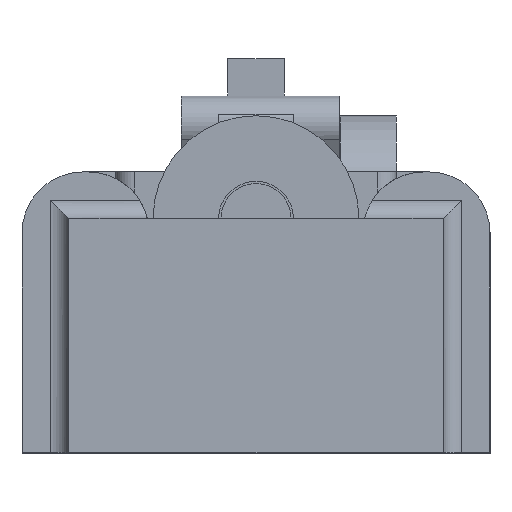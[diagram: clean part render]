
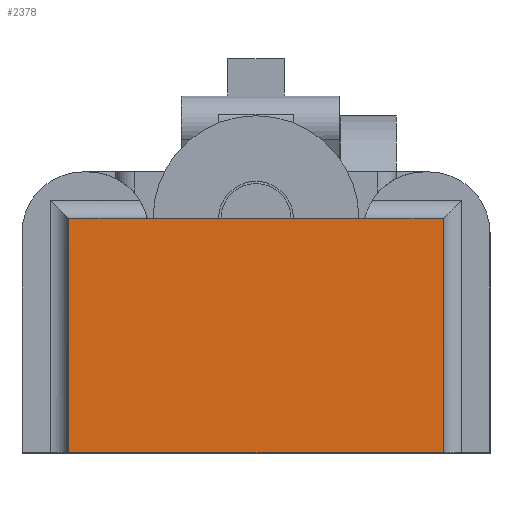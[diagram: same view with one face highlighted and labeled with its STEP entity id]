
A CAD part, left-side view. The second image highlights one B-rep face of the part: STEP entity #2378.
In plain terms, the highlighted planar face has unit normal (-1, 0, 0).
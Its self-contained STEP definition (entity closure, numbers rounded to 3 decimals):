
#237=FACE_OUTER_BOUND('',#380,.T.);
#380=EDGE_LOOP('',(#1693,#1694,#1695,#1696,#1697,#1698));
#555=LINE('',#3639,#804);
#556=LINE('',#3643,#805);
#562=LINE('',#3682,#811);
#563=LINE('',#3686,#812);
#569=LINE('',#3703,#818);
#572=LINE('',#3708,#821);
#804=VECTOR('',#2896,10.);
#805=VECTOR('',#2901,10.);
#811=VECTOR('',#2915,10.);
#812=VECTOR('',#2920,10.);
#818=VECTOR('',#2936,10.);
#821=VECTOR('',#2941,10.);
#1050=VERTEX_POINT('',#3636);
#1051=VERTEX_POINT('',#3638);
#1052=VERTEX_POINT('',#3642);
#1060=VERTEX_POINT('',#3670);
#1061=VERTEX_POINT('',#3681);
#1062=VERTEX_POINT('',#3685);
#1287=EDGE_CURVE('',#1051,#1050,#555,.T.);
#1289=EDGE_CURVE('',#1052,#1051,#556,.T.);
#1299=EDGE_CURVE('',#1061,#1060,#562,.T.);
#1301=EDGE_CURVE('',#1062,#1061,#563,.T.);
#1310=EDGE_CURVE('',#1060,#1052,#569,.T.);
#1313=EDGE_CURVE('',#1050,#1062,#572,.T.);
#1693=ORIENTED_EDGE('',*,*,#1313,.T.);
#1694=ORIENTED_EDGE('',*,*,#1301,.T.);
#1695=ORIENTED_EDGE('',*,*,#1299,.T.);
#1696=ORIENTED_EDGE('',*,*,#1310,.T.);
#1697=ORIENTED_EDGE('',*,*,#1289,.T.);
#1698=ORIENTED_EDGE('',*,*,#1287,.T.);
#2282=PLANE('',#2591);
#2378=ADVANCED_FACE('',(#237),#2282,.T.);
#2591=AXIS2_PLACEMENT_3D('',#3707,#2939,#2940);
#2896=DIRECTION('',(0.,0.,-1.));
#2901=DIRECTION('',(0.,1.,0.));
#2915=DIRECTION('',(0.,1.,0.));
#2920=DIRECTION('',(0.,0.,1.));
#2936=DIRECTION('',(0.,1.,0.));
#2939=DIRECTION('center_axis',(-1.,0.,0.));
#2940=DIRECTION('ref_axis',(0.,0.,1.));
#2941=DIRECTION('',(0.,-1.,0.));
#3636=CARTESIAN_POINT('',(-52.,20.,10.));
#3638=CARTESIAN_POINT('',(-52.,20.,35.));
#3639=CARTESIAN_POINT('',(-52.,20.,10.));
#3642=CARTESIAN_POINT('',(-52.,11.613,35.));
#3643=CARTESIAN_POINT('',(-52.,20.,35.));
#3670=CARTESIAN_POINT('',(-52.,-11.613,35.));
#3681=CARTESIAN_POINT('',(-52.,-20.,35.));
#3682=CARTESIAN_POINT('',(-52.,20.,35.));
#3685=CARTESIAN_POINT('',(-52.,-20.,10.));
#3686=CARTESIAN_POINT('',(-52.,-20.,35.));
#3703=CARTESIAN_POINT('',(-52.,20.,35.));
#3707=CARTESIAN_POINT('Origin',(-52.,0.,22.5));
#3708=CARTESIAN_POINT('',(-52.,-20.,10.));
